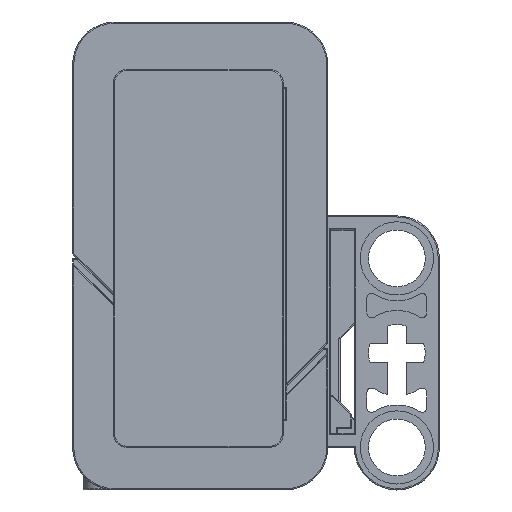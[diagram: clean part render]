
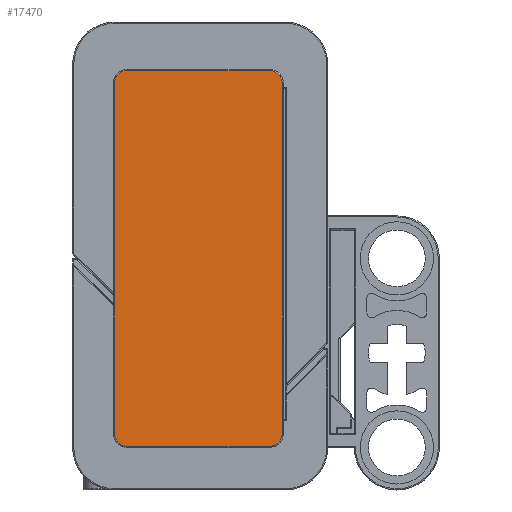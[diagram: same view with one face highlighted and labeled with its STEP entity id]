
A CAD part, left-side view. The second image highlights one B-rep face of the part: STEP entity #17470.
In plain terms, the highlighted planar face has unit normal (-1, 0, 0).
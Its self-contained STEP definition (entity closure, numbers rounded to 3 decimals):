
#617=PLANE('',#18744);
#984=FACE_OUTER_BOUND('',#2173,.T.);
#2173=EDGE_LOOP('',(#11793,#11794,#11795,#11796,#11797,#11798,#11799,#11800));
#3435=LINE('',#27352,#4976);
#3438=LINE('',#27367,#4979);
#3440=LINE('',#27379,#4981);
#3442=LINE('',#27391,#4983);
#4976=VECTOR('',#21233,12.);
#4979=VECTOR('',#21250,29.6);
#4981=VECTOR('',#21264,12.);
#4983=VECTOR('',#21278,29.6);
#6464=CIRCLE('',#18720,1.1);
#6468=CIRCLE('',#18726,1.1);
#6472=CIRCLE('',#18732,1.1);
#6475=CIRCLE('',#18737,1.1);
#7409=VERTEX_POINT('',#27349);
#7410=VERTEX_POINT('',#27351);
#7412=VERTEX_POINT('',#27357);
#7414=VERTEX_POINT('',#27363);
#7416=VERTEX_POINT('',#27369);
#7418=VERTEX_POINT('',#27375);
#7420=VERTEX_POINT('',#27381);
#7422=VERTEX_POINT('',#27387);
#8970=EDGE_CURVE('',#7409,#7410,#3435,.T.);
#8975=EDGE_CURVE('',#7410,#7412,#6464,.T.);
#8978=EDGE_CURVE('',#7412,#7414,#3438,.T.);
#8981=EDGE_CURVE('',#7414,#7416,#6468,.T.);
#8984=EDGE_CURVE('',#7416,#7418,#3440,.T.);
#8987=EDGE_CURVE('',#7418,#7420,#6472,.T.);
#8990=EDGE_CURVE('',#7420,#7422,#3442,.T.);
#8992=EDGE_CURVE('',#7422,#7409,#6475,.T.);
#11793=ORIENTED_EDGE('',*,*,#8970,.F.);
#11794=ORIENTED_EDGE('',*,*,#8992,.F.);
#11795=ORIENTED_EDGE('',*,*,#8990,.F.);
#11796=ORIENTED_EDGE('',*,*,#8987,.F.);
#11797=ORIENTED_EDGE('',*,*,#8984,.F.);
#11798=ORIENTED_EDGE('',*,*,#8981,.F.);
#11799=ORIENTED_EDGE('',*,*,#8978,.F.);
#11800=ORIENTED_EDGE('',*,*,#8975,.F.);
#17470=ADVANCED_FACE('',(#984),#617,.F.);
#18720=AXIS2_PLACEMENT_3D('',#27361,#21243,#21244);
#18726=AXIS2_PLACEMENT_3D('',#27373,#21257,#21258);
#18732=AXIS2_PLACEMENT_3D('',#27385,#21271,#21272);
#18737=AXIS2_PLACEMENT_3D('',#27394,#21283,#21284);
#18744=AXIS2_PLACEMENT_3D('',#27437,#21316,#21317);
#21233=DIRECTION('',(0.,1.,0.));
#21243=DIRECTION('center_axis',(1.,0.,0.));
#21244=DIRECTION('ref_axis',(0.,0.707,-0.707));
#21250=DIRECTION('',(0.,0.,1.));
#21257=DIRECTION('center_axis',(1.,0.,0.));
#21258=DIRECTION('ref_axis',(0.,0.707,0.707));
#21264=DIRECTION('',(0.,-1.,0.));
#21271=DIRECTION('center_axis',(1.,0.,0.));
#21272=DIRECTION('ref_axis',(0.,-0.707,0.707));
#21278=DIRECTION('',(0.,0.,-1.));
#21283=DIRECTION('center_axis',(1.,0.,0.));
#21284=DIRECTION('ref_axis',(0.,-0.707,-0.707));
#21316=DIRECTION('center_axis',(1.,0.,0.));
#21317=DIRECTION('ref_axis',(0.,0.,-1.));
#27349=CARTESIAN_POINT('',(-12.,-5.4,-16.5));
#27351=CARTESIAN_POINT('',(-12.,6.6,-16.5));
#27352=CARTESIAN_POINT('',(-12.,-2.4,-16.5));
#27357=CARTESIAN_POINT('',(-12.,7.7,-15.4));
#27361=CARTESIAN_POINT('Origin',(-12.,6.6,-15.4));
#27363=CARTESIAN_POINT('',(-12.,7.7,14.2));
#27367=CARTESIAN_POINT('',(-12.,7.7,-8.));
#27369=CARTESIAN_POINT('',(-12.,6.6,15.3));
#27373=CARTESIAN_POINT('Origin',(-12.,6.6,14.2));
#27375=CARTESIAN_POINT('',(-12.,-5.4,15.3));
#27379=CARTESIAN_POINT('',(-12.,3.6,15.3));
#27381=CARTESIAN_POINT('',(-12.,-6.5,14.2));
#27385=CARTESIAN_POINT('Origin',(-12.,-5.4,14.2));
#27387=CARTESIAN_POINT('',(-12.,-6.5,-15.4));
#27391=CARTESIAN_POINT('',(-12.,-6.5,6.2));
#27394=CARTESIAN_POINT('Origin',(-12.,-5.4,-15.4));
#27437=CARTESIAN_POINT('Origin',(-12.,0.6,-0.6));
